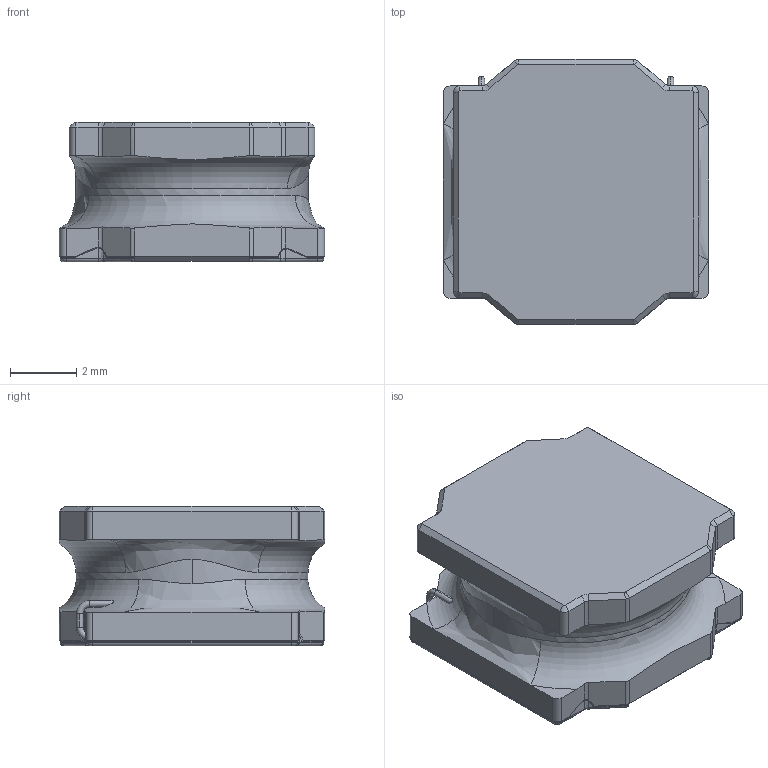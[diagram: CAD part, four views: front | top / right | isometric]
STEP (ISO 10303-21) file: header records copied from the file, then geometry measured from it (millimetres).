
FILE_DESCRIPTION (( 'STEP AP214' ), '1' );
FILE_NAME ('IND-SMD_L8.0-W8.0-H4.2.STEP', '2025-05-27T01:59:20', ( '' ), ( '' ), 'SwSTEP 2.0', 'SolidWorks 2021', '' );
FILE_SCHEMA (( 'AUTOMOTIVE_DESIGN' ));
Length unit declared in the file: millimetre
Products named in the file (1): IND-SMD_L8.0-W8.0-H4.2
Bounding box: 8 x 8 x 4.21 mm (x, y, z)
Volume: 206.1 mm3; surface area: 238.5 mm2
Topology: 1 solids, 1 shells, 425 faces, 1125 edges, 719 vertices
Faces by surface type: plane 207, bspline 110, cylinder 44, cone 36, torus 28
Entity records: 18960 total; most frequent: CARTESIAN_POINT 4557, ORIENTED_EDGE 2250, DIRECTION 1607, EDGE_CURVE 1125, VERTEX_POINT 719, VECTOR 655, LINE 655, AXIS2_PLACEMENT_3D 476
